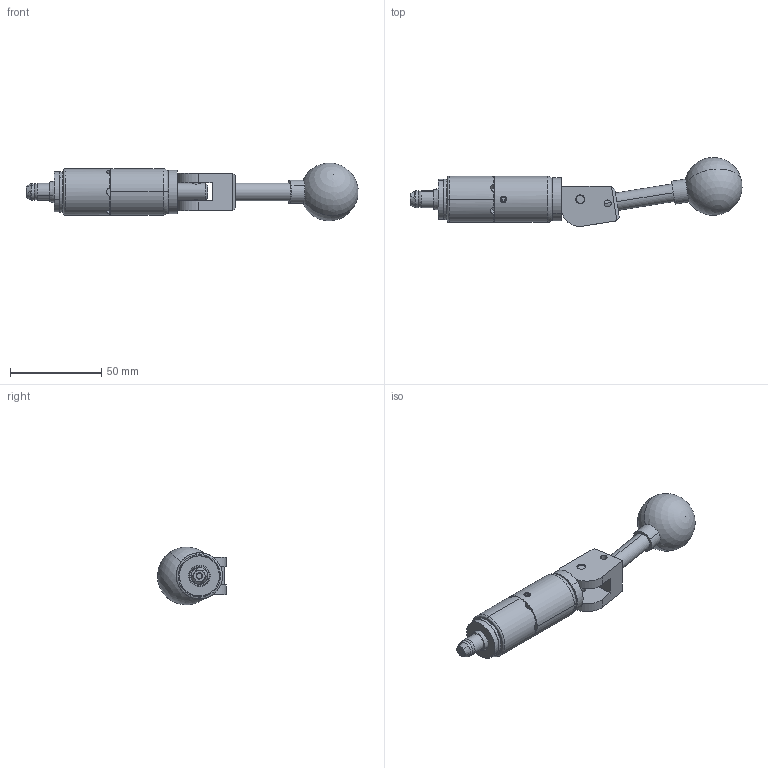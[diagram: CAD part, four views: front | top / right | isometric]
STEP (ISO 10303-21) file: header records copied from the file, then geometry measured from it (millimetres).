
FILE_DESCRIPTION (( 'STEP AP214' ), '1' );
FILE_NAME ('CTSC-003811.STEP', '2025-06-12T13:31:34', ( '' ), ( '' ), 'SwSTEP 2.0', 'SolidWorks 2023', '' );
FILE_SCHEMA (( 'AUTOMOTIVE_DESIGN' ));
Length unit declared in the file: inch
Products named in the file (1): CTSC-003811
Bounding box: 182.25 x 37.85 x 31.66 mm (x, y, z)
Volume: 63572.5 mm3; surface area: 20688.1 mm2
Topology: 10 solids, 10 shells, 252 faces, 624 edges, 395 vertices
Faces by surface type: cylinder 98, plane 92, cone 44, torus 9, sphere 6, bspline 3
Entity records: 11715 total; most frequent: CARTESIAN_POINT 2529, DIRECTION 1272, ORIENTED_EDGE 1226, EDGE_CURVE 613, AXIS2_PLACEMENT_3D 504, VERTEX_POINT 390, EDGE_LOOP 281, LINE 264
